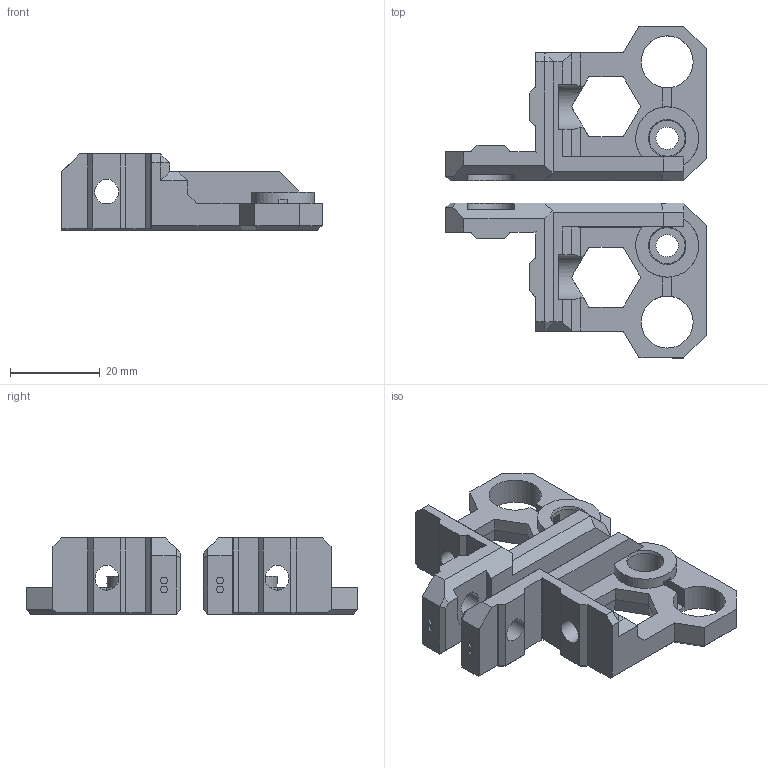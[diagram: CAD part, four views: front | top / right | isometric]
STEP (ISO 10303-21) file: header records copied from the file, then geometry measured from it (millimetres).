
FILE_DESCRIPTION(/* description */ (''),/* implementation_level */ '2;1');
FILE_NAME(/* name */ 'z_tops.step',/* time_stamp */ '2018-02-17T21:49:21+01:00',/* author */ (''),/* organization */ (''),/* preprocessor_version */ 'ST-DEVELOPER v16.13',/* originating_system */ 'Autodesk Translation Framework v6.5.0.72',/* authorisation */ '');
FILE_SCHEMA (('AUTOMOTIVE_DESIGN { 1 0 10303 214 3 1 1 }'));
Length unit declared in the file: millimetre
Products named in the file (3): z_tops; z_top; z_top(Mirror)
Assembly tree (2 placements, depth 2):
  z_tops
    z_top
    z_top(Mirror)
Bounding box: 58 x 73.93 x 17 mm (x, y, z)
Volume: 19109.6 mm3; surface area: 11984.1 mm2
Topology: 2 solids, 18 shells, 326 faces, 798 edges, 504 vertices
Faces by surface type: plane 304, cylinder 20, cone 2
Full cylindrical faces by diameter (mm): 1.5 x4, 5 x2, 8.03 x2, 11.6 x2
Entity records: 9444 total; most frequent: CARTESIAN_POINT 1633, ORIENTED_EDGE 1596, DIRECTION 1526, EDGE_CURVE 798, LINE 732, VECTOR 732, VERTEX_POINT 504, AXIS2_PLACEMENT_3D 397
